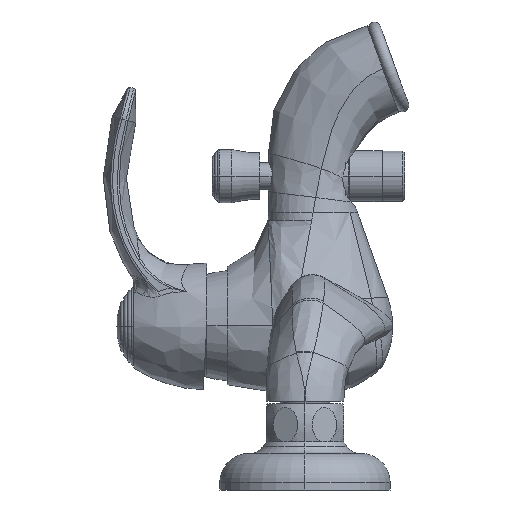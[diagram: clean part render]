
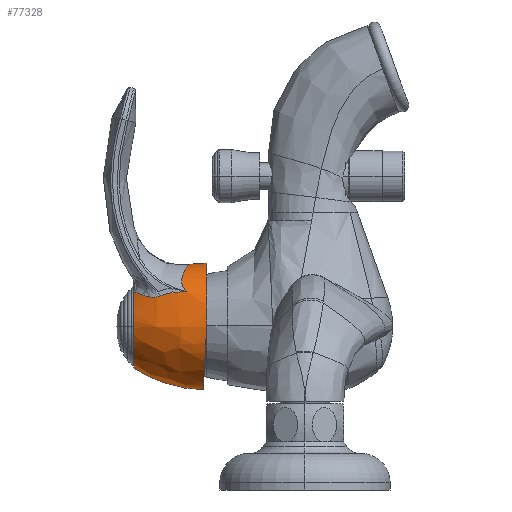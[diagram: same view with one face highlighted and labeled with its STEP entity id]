
A CAD part, left-side view. The second image highlights one B-rep face of the part: STEP entity #77328.
In plain terms, the highlighted free-form (B-spline) face has degree [3, 3] with [7, 4] control points.
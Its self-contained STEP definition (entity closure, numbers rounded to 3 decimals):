
#23197=CARTESIAN_POINT('',(0.,77.762,
-26.303));
#23284=CARTESIAN_POINT('',(0.,77.762,
-26.303));
#23285=CARTESIAN_POINT('',(-1.527,77.762,
-26.303));
#23286=CARTESIAN_POINT('',(-4.53,77.748,
-26.039));
#23287=CARTESIAN_POINT('',(-8.938,77.686,
-24.861));
#23288=CARTESIAN_POINT('',(-13.065,77.585,
-22.937));
#23289=CARTESIAN_POINT('',(-16.798,77.448,
-20.325));
#23290=CARTESIAN_POINT('',(-20.018,77.28,
-17.107));
#23291=CARTESIAN_POINT('',(-22.631,77.084,
-13.377));
#23292=CARTESIAN_POINT('',(-24.556,76.868,
-9.254));
#23293=CARTESIAN_POINT('',(-25.735,76.637,
-4.848));
#23294=CARTESIAN_POINT('',(-26.,76.48,-1.847));
#23295=CARTESIAN_POINT('',(-26.,76.4,-0.32));
#23297=CARTESIAN_POINT('',(0.,76.4,28.18));
#23298=DIRECTION('',(1.,0.,0.));
#23299=DIRECTION('',(0.,0.025,-1.));
#23300=AXIS2_PLACEMENT_3D('',#23297,#23298,#23299);
#23302=CARTESIAN_POINT('',(-14.313,102.648,
12.572));
#23303=CARTESIAN_POINT('',(-13.744,103.154,
12.787));
#23304=CARTESIAN_POINT('',(-12.608,104.109,
13.167));
#23305=CARTESIAN_POINT('',(-10.916,105.361,
13.611));
#23306=CARTESIAN_POINT('',(-9.806,106.074,
13.839));
#23307=CARTESIAN_POINT('',(-9.256,106.4,
13.939));
#23309=CARTESIAN_POINT('',(-18.668,95.703,
12.181));
#23310=CARTESIAN_POINT('',(-18.619,95.998,
12.054));
#23311=CARTESIAN_POINT('',(-18.455,96.627,
11.859));
#23312=CARTESIAN_POINT('',(-18.021,97.701,
11.715));
#23313=CARTESIAN_POINT('',(-17.415,98.855,
11.711));
#23314=CARTESIAN_POINT('',(-16.626,100.08,
11.838));
#23315=CARTESIAN_POINT('',(-15.629,101.355,
12.104));
#23316=CARTESIAN_POINT('',(-14.786,102.226,
12.393));
#23317=CARTESIAN_POINT('',(-14.313,102.648,
12.572));
#23319=CARTESIAN_POINT('',(-19.723,90.648,
13.539));
#23320=CARTESIAN_POINT('',(-19.581,91.224,
13.469));
#23321=CARTESIAN_POINT('',(-19.316,92.369,
13.273));
#23322=CARTESIAN_POINT('',(-18.947,94.14,
12.794));
#23323=CARTESIAN_POINT('',(-18.754,95.194,
12.399));
#23324=CARTESIAN_POINT('',(-18.668,95.703,
12.181));
#23326=CARTESIAN_POINT('',(-21.05,84.537,
13.875));
#23327=CARTESIAN_POINT('',(-20.927,84.957,
13.945));
#23328=CARTESIAN_POINT('',(-20.704,85.849,
14.013));
#23329=CARTESIAN_POINT('',(-20.413,87.337,
13.937));
#23330=CARTESIAN_POINT('',(-20.114,88.924,
13.756));
#23331=CARTESIAN_POINT('',(-19.867,90.062,
13.61));
#23332=CARTESIAN_POINT('',(-19.723,90.648,
13.539));
#23334=CARTESIAN_POINT('',(0.,83.857,
25.167));
#23335=CARTESIAN_POINT('',(-1.082,83.857,
25.167));
#23336=CARTESIAN_POINT('',(-3.316,83.975,
25.017));
#23337=CARTESIAN_POINT('',(-6.913,84.578,
24.201));
#23338=CARTESIAN_POINT('',(-10.258,85.434,
22.831));
#23339=CARTESIAN_POINT('',(-12.925,86.159,
21.285));
#23340=CARTESIAN_POINT('',(-15.201,86.63,
19.628));
#23341=CARTESIAN_POINT('',(-17.112,86.72,
17.975));
#23342=CARTESIAN_POINT('',(-18.683,86.385,
16.449));
#23343=CARTESIAN_POINT('',(-19.958,85.684,
15.109));
#23344=CARTESIAN_POINT('',(-20.705,84.959,
14.273));
#23345=CARTESIAN_POINT('',(-21.05,84.537,
13.875));
#23347=CARTESIAN_POINT('',(0.,76.4,-28.82));
#23348=DIRECTION('',(-1.,0.,0.));
#23349=DIRECTION('',(0.,0.,1.));
#23350=AXIS2_PLACEMENT_3D('',#23347,#23348,#23349);
#23352=CARTESIAN_POINT('',(0.,76.4,-0.32));
#23353=DIRECTION('',(0.,1.,0.));
#23354=DIRECTION('',(-1.,0.,0.));
#23355=AXIS2_PLACEMENT_3D('',#23352,#23353,#23354);
#23364=CARTESIAN_POINT('',(0.,106.4,-0.32));
#23365=DIRECTION('',(0.,1.,0.));
#23366=DIRECTION('',(0.,0.,-1.));
#23367=AXIS2_PLACEMENT_3D('',#23364,#23365,#23366);
#33696=CARTESIAN_POINT('',(0.,76.4,25.68));
#33697=CARTESIAN_POINT('',(0.,83.857,
25.167));
#33698=VERTEX_POINT('',#33696);
#33699=VERTEX_POINT('',#33697);
#33723=VERTEX_POINT('',#23326);
#33724=VERTEX_POINT('',#23332);
#33727=VERTEX_POINT('',#23324);
#33729=VERTEX_POINT('',#23317);
#33731=VERTEX_POINT('',#23307);
#33734=CARTESIAN_POINT('',(0.,106.4,-17.32));
#33735=VERTEX_POINT('',#33734);
#33751=CARTESIAN_POINT('',(-26.,76.4,-0.32));
#33753=VERTEX_POINT('',#33751);
#33754=VERTEX_POINT('',#23197);
#77281=CARTESIAN_POINT('',(1.045,106.928,16.294));
#77282=CARTESIAN_POINT('',(1.439,97.663,22.547));
#77283=CARTESIAN_POINT('',(1.641,86.949,25.755));
#77284=CARTESIAN_POINT('',(1.632,75.765,25.625));
#77285=CARTESIAN_POINT('',(-9.179,106.928,
16.938));
#77286=CARTESIAN_POINT('',(-12.634,97.663,
23.433));
#77287=CARTESIAN_POINT('',(-14.406,86.949,
26.765));
#77288=CARTESIAN_POINT('',(-14.334,75.765,
26.63));
#77289=CARTESIAN_POINT('',(-16.647,106.928,
9.925));
#77290=CARTESIAN_POINT('',(-22.913,97.663,
13.78));
#77291=CARTESIAN_POINT('',(-26.127,86.949,
15.758));
#77292=CARTESIAN_POINT('',(-25.996,75.765,
15.678));
#77293=CARTESIAN_POINT('',(-16.647,106.928,
-0.32));
#77294=CARTESIAN_POINT('',(-22.913,97.663,
-0.32));
#77295=CARTESIAN_POINT('',(-26.127,86.949,
-0.32));
#77296=CARTESIAN_POINT('',(-25.996,75.765,
-0.32));
#77297=CARTESIAN_POINT('',(-16.647,106.928,
-10.565));
#77298=CARTESIAN_POINT('',(-22.913,97.663,
-14.42));
#77299=CARTESIAN_POINT('',(-26.127,86.949,
-16.398));
#77300=CARTESIAN_POINT('',(-25.996,75.765,
-16.318));
#77301=CARTESIAN_POINT('',(-9.179,106.928,
-17.578));
#77302=CARTESIAN_POINT('',(-12.634,97.663,
-24.073));
#77303=CARTESIAN_POINT('',(-14.406,86.949,
-27.405));
#77304=CARTESIAN_POINT('',(-14.334,75.765,
-27.27));
#77305=CARTESIAN_POINT('',(1.045,106.928,
-16.934));
#77306=CARTESIAN_POINT('',(1.439,97.663,
-23.187));
#77307=CARTESIAN_POINT('',(1.641,86.949,
-26.395));
#77308=CARTESIAN_POINT('',(1.632,75.765,
-26.265));
#77309=(BOUNDED_SURFACE()B_SPLINE_SURFACE(3,3,((#77281,#77282,#77283,#77284),(
#77285,#77286,#77287,#77288),(#77289,#77290,#77291,#77292),(#77293,#77294,
#77295,#77296),(#77297,#77298,#77299,#77300),(#77301,#77302,#77303,#77304),(
#77305,#77306,#77307,#77308)),.UNSPECIFIED.,.F.,.F.,.F.)B_SPLINE_SURFACE_WITH_KNOTS((4,3,4),(4,4),(0.,1.,2.),(0.,1.),.UNSPECIFIED.)GEOMETRIC_REPRESENTATION_ITEM()RATIONAL_B_SPLINE_SURFACE(((1.215,1.178,
1.178,1.215),(0.959,0.93,
0.93,0.959),(0.959,0.93,
0.93,0.959),(1.215,1.178,
1.178,1.215),(0.959,0.93,
0.93,0.959),(0.959,0.93,
0.93,0.959),(1.215,1.178,
1.178,1.215)))REPRESENTATION_ITEM('')SURFACE());
#77310=ORIENTED_EDGE('',*,*,#77161,.F.);
#77311=ORIENTED_EDGE('',*,*,#77226,.T.);
#77313=ORIENTED_EDGE('',*,*,#77312,.T.);
#77315=ORIENTED_EDGE('',*,*,#77314,.F.);
#77317=ORIENTED_EDGE('',*,*,#77316,.F.);
#77319=ORIENTED_EDGE('',*,*,#77318,.F.);
#77321=ORIENTED_EDGE('',*,*,#77320,.F.);
#77323=ORIENTED_EDGE('',*,*,#77322,.F.);
#77324=ORIENTED_EDGE('',*,*,#77212,.F.);
#77325=ORIENTED_EDGE('',*,*,#77248,.F.);
#77326=EDGE_LOOP('',(#77310,#77311,#77313,#77315,#77317,#77319,#77321,#77323,
#77324,#77325));
#77327=FACE_OUTER_BOUND('',#77326,.F.);
#77328=ADVANCED_FACE('',(#77327),#77309,.T.);
#23296=B_SPLINE_CURVE_WITH_KNOTS('',3,(#23284,#23285,#23286,#23287,#23288,
#23289,#23290,#23291,#23292,#23293,#23294,#23295),.UNSPECIFIED.,.F.,.F.,(4,1,1,
1,1,1,1,1,1,4),(0.,0.111,0.222,0.333,
0.444,0.556,0.667,0.778,
0.889,1.),.UNSPECIFIED.);
#23301=CIRCLE('',#23300,54.5);
#23308=B_SPLINE_CURVE_WITH_KNOTS('',3,(#23302,#23303,#23304,#23305,#23306,
#23307),.UNSPECIFIED.,.F.,.F.,(4,1,1,4),(0.,0.333,
0.667,1.),.UNSPECIFIED.);
#23318=B_SPLINE_CURVE_WITH_KNOTS('',3,(#23309,#23310,#23311,#23312,#23313,
#23314,#23315,#23316,#23317),.UNSPECIFIED.,.F.,.F.,(4,1,1,1,1,1,4),(0.,
0.167,0.333,0.5,0.667,0.833,
1.),.UNSPECIFIED.);
#23325=B_SPLINE_CURVE_WITH_KNOTS('',3,(#23319,#23320,#23321,#23322,#23323,
#23324),.UNSPECIFIED.,.F.,.F.,(4,1,1,4),(0.,0.333,
0.667,1.),.UNSPECIFIED.);
#23333=B_SPLINE_CURVE_WITH_KNOTS('',3,(#23326,#23327,#23328,#23329,#23330,
#23331,#23332),.UNSPECIFIED.,.F.,.F.,(4,1,1,1,4),(0.,0.25,0.5,0.75,
1.),.UNSPECIFIED.);
#23346=B_SPLINE_CURVE_WITH_KNOTS('',3,(#23334,#23335,#23336,#23337,#23338,
#23339,#23340,#23341,#23342,#23343,#23344,#23345),.UNSPECIFIED.,.F.,.F.,(4,1,1,
1,1,1,1,1,1,4),(0.,0.111,0.222,0.333,
0.444,0.556,0.667,0.778,
0.889,1.),.UNSPECIFIED.);
#23351=CIRCLE('',#23350,54.5);
#23356=CIRCLE('',#23355,26.);
#23368=CIRCLE('',#23367,17.);
#77161=EDGE_CURVE('',#33754,#33753,#23296,.T.);
#77212=EDGE_CURVE('',#33698,#33699,#23351,.T.);
#77226=EDGE_CURVE('',#33754,#33735,#23301,.T.);
#77248=EDGE_CURVE('',#33753,#33698,#23356,.T.);
#77312=EDGE_CURVE('',#33735,#33731,#23368,.T.);
#77314=EDGE_CURVE('',#33729,#33731,#23308,.T.);
#77316=EDGE_CURVE('',#33727,#33729,#23318,.T.);
#77318=EDGE_CURVE('',#33724,#33727,#23325,.T.);
#77320=EDGE_CURVE('',#33723,#33724,#23333,.T.);
#77322=EDGE_CURVE('',#33699,#33723,#23346,.T.);
